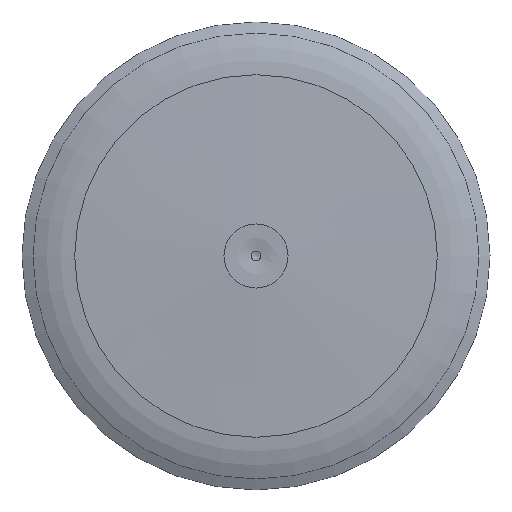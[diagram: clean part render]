
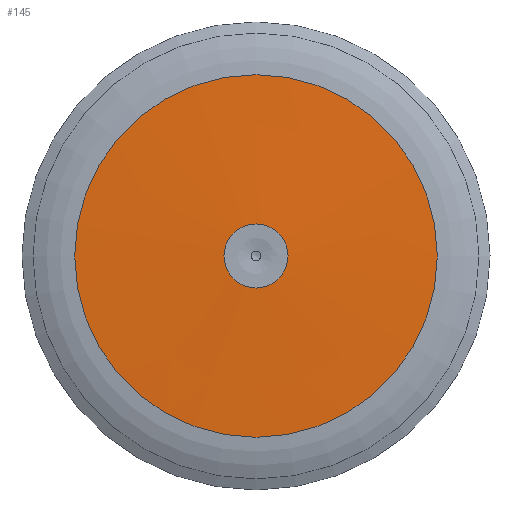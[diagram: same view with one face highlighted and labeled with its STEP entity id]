
A CAD part, top view. The second image highlights one B-rep face of the part: STEP entity #145.
In plain terms, the highlighted conical face has half-angle 87.836 degrees and reference radius 3.783 mm.
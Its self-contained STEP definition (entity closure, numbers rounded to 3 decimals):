
#18=LINE('',#282,#24);
#24=VECTOR('',#205,3.783);
#30=CONICAL_SURFACE('',#172,3.783,1.533);
#37=FACE_OUTER_BOUND('',#46,.T.);
#46=EDGE_LOOP('',(#109,#110,#111,#112,#113,#114));
#55=CIRCLE('',#167,1.095);
#56=CIRCLE('',#168,1.095);
#60=CIRCLE('',#173,6.198);
#61=CIRCLE('',#174,6.198);
#69=VERTEX_POINT('',#269);
#70=VERTEX_POINT('',#270);
#73=VERTEX_POINT('',#279);
#74=VERTEX_POINT('',#280);
#83=EDGE_CURVE('',#69,#70,#55,.T.);
#84=EDGE_CURVE('',#70,#69,#56,.T.);
#88=EDGE_CURVE('',#73,#74,#60,.T.);
#89=EDGE_CURVE('',#73,#70,#18,.T.);
#90=EDGE_CURVE('',#74,#73,#61,.T.);
#109=ORIENTED_EDGE('',*,*,#88,.F.);
#110=ORIENTED_EDGE('',*,*,#89,.T.);
#111=ORIENTED_EDGE('',*,*,#83,.F.);
#112=ORIENTED_EDGE('',*,*,#84,.F.);
#113=ORIENTED_EDGE('',*,*,#89,.F.);
#114=ORIENTED_EDGE('',*,*,#90,.F.);
#145=ADVANCED_FACE('',(#37),#30,.T.);
#167=AXIS2_PLACEMENT_3D('',#271,#191,#192);
#168=AXIS2_PLACEMENT_3D('',#272,#193,#194);
#172=AXIS2_PLACEMENT_3D('',#278,#201,#202);
#173=AXIS2_PLACEMENT_3D('',#281,#203,#204);
#174=AXIS2_PLACEMENT_3D('',#283,#206,#207);
#191=DIRECTION('center_axis',(0.,0.,1.));
#192=DIRECTION('ref_axis',(0.,-1.,0.));
#193=DIRECTION('center_axis',(0.,0.,1.));
#194=DIRECTION('ref_axis',(0.,-1.,0.));
#201=DIRECTION('center_axis',(0.,0.,-1.));
#202=DIRECTION('ref_axis',(0.,1.,0.));
#203=DIRECTION('center_axis',(0.,0.,-1.));
#204=DIRECTION('ref_axis',(0.,-1.,0.));
#205=DIRECTION('',(0.,0.999,0.038));
#206=DIRECTION('center_axis',(0.,0.,-1.));
#207=DIRECTION('ref_axis',(0.,-1.,0.));
#269=CARTESIAN_POINT('',(1.095,0.,0.719));
#270=CARTESIAN_POINT('',(0.,-1.095,0.719));
#271=CARTESIAN_POINT('Origin',(0.,0.,
0.719));
#272=CARTESIAN_POINT('Origin',(0.,0.,
0.719));
#278=CARTESIAN_POINT('Origin',(0.,0.,0.618));
#279=CARTESIAN_POINT('',(0.,-6.198,0.526));
#280=CARTESIAN_POINT('',(6.198,0.,0.526));
#281=CARTESIAN_POINT('Origin',(0.,0.,0.526));
#282=CARTESIAN_POINT('',(0.,-3.783,0.618));
#283=CARTESIAN_POINT('Origin',(0.,0.,0.526));
